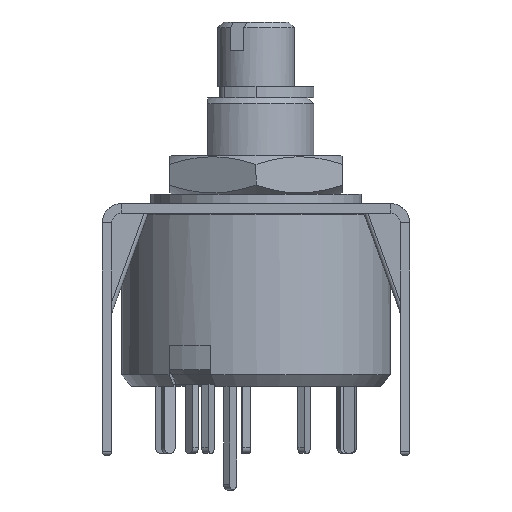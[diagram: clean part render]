
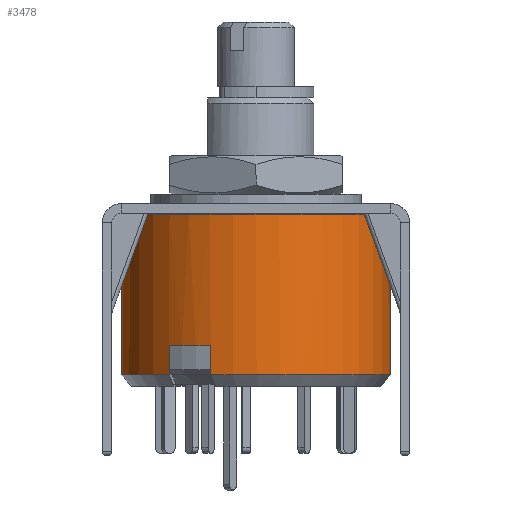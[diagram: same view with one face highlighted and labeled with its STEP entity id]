
A CAD part, front view. The second image highlights one B-rep face of the part: STEP entity #3478.
In plain terms, the highlighted cylindrical face has radius 7 mm (diameter 14 mm), a partial arc.
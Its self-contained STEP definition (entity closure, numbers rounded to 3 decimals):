
#527 = VERTEX_POINT ( 'NONE', #1094 ) ;
#924 = LINE ( 'NONE', #15313, #7597 ) ;
#997 = DIRECTION ( 'NONE',  ( 0., 0., -1. ) ) ;
#1094 = CARTESIAN_POINT ( 'NONE',  ( -2.361, -6.59, -5.9 ) ) ;
#1956 = ORIENTED_EDGE ( 'NONE', *, *, #13742, .T. ) ;
#1961 = DIRECTION ( 'NONE',  ( 0., 0., 1. ) ) ;
#2255 = FACE_OUTER_BOUND ( 'NONE', #9072, .T. ) ;
#2772 = DIRECTION ( 'NONE',  ( -1., 0., 0. ) ) ;
#3344 = EDGE_CURVE ( 'NONE', #13399, #5338, #3437, .T. ) ;
#3437 = CIRCLE ( 'NONE', #9407, 7. ) ;
#3478 = ADVANCED_FACE ( 'NONE', ( #2255 ), #13894, .T. ) ;
#3631 = AXIS2_PLACEMENT_3D ( 'NONE', #14158, #15391, #15438 ) ;
#3774 = DIRECTION ( 'NONE',  ( 1., 0., 0. ) ) ;
#3947 = CARTESIAN_POINT ( 'NONE',  ( 0., 0., -7.4 ) ) ;
#3963 = ORIENTED_EDGE ( 'NONE', *, *, #10912, .F. ) ;
#4050 = ORIENTED_EDGE ( 'NONE', *, *, #15891, .F. ) ;
#4138 = CARTESIAN_POINT ( 'NONE',  ( 0., 0., 9. ) ) ;
#4172 = ORIENTED_EDGE ( 'NONE', *, *, #3344, .F. ) ;
#4483 = VERTEX_POINT ( 'NONE', #9728 ) ;
#5338 = VERTEX_POINT ( 'NONE', #12233 ) ;
#6423 = VECTOR ( 'NONE', #997, 1000. ) ;
#6468 = VERTEX_POINT ( 'NONE', #11198 ) ;
#6510 = DIRECTION ( 'NONE',  ( 0., 0., -1. ) ) ;
#6838 = AXIS2_PLACEMENT_3D ( 'NONE', #8508, #13609, #10997 ) ;
#6929 = CIRCLE ( 'NONE', #6838, 7. ) ;
#7079 = EDGE_CURVE ( 'NONE', #4483, #14399, #11347, .T. ) ;
#7380 = ORIENTED_EDGE ( 'NONE', *, *, #8276, .T. ) ;
#7459 = CARTESIAN_POINT ( 'NONE',  ( -4.526, -5.34, -7.4 ) ) ;
#7597 = VECTOR ( 'NONE', #11779, 1000. ) ;
#7706 = AXIS2_PLACEMENT_3D ( 'NONE', #13486, #1961, #15879 ) ;
#7832 = ORIENTED_EDGE ( 'NONE', *, *, #7079, .T. ) ;
#7950 = LINE ( 'NONE', #12927, #9698 ) ;
#8038 = CARTESIAN_POINT ( 'NONE',  ( 7., 0., 0.95 ) ) ;
#8276 = EDGE_CURVE ( 'NONE', #527, #5338, #13273, .T. ) ;
#8508 = CARTESIAN_POINT ( 'NONE',  ( 0., 0., -7.4 ) ) ;
#8819 = EDGE_CURVE ( 'NONE', #16124, #6468, #7950, .T. ) ;
#8907 = DIRECTION ( 'NONE',  ( 0., 0., 1. ) ) ;
#8968 = VECTOR ( 'NONE', #13351, 1000. ) ;
#9019 = ORIENTED_EDGE ( 'NONE', *, *, #8819, .T. ) ;
#9072 = EDGE_LOOP ( 'NONE', ( #3963, #1956, #7832, #4050, #9019, #12827, #7380, #4172 ) ) ;
#9407 = AXIS2_PLACEMENT_3D ( 'NONE', #3947, #14003, #3774 ) ;
#9698 = VECTOR ( 'NONE', #8907, 1000. ) ;
#9728 = CARTESIAN_POINT ( 'NONE',  ( -7., 0., 0.95 ) ) ;
#10258 = AXIS2_PLACEMENT_3D ( 'NONE', #4138, #6510, #2772 ) ;
#10912 = EDGE_CURVE ( 'NONE', #10974, #13399, #924, .T. ) ;
#10974 = VERTEX_POINT ( 'NONE', #8038 ) ;
#10997 = DIRECTION ( 'NONE',  ( 1., 0., 0. ) ) ;
#11198 = CARTESIAN_POINT ( 'NONE',  ( -4.526, -5.34, -5.9 ) ) ;
#11347 = LINE ( 'NONE', #14849, #6423 ) ;
#11763 = CIRCLE ( 'NONE', #7706, 7. ) ;
#11775 = EDGE_CURVE ( 'NONE', #6468, #527, #11763, .T. ) ;
#11779 = DIRECTION ( 'NONE',  ( 0., 0., -1. ) ) ;
#12233 = CARTESIAN_POINT ( 'NONE',  ( -2.361, -6.59, -7.4 ) ) ;
#12827 = ORIENTED_EDGE ( 'NONE', *, *, #11775, .T. ) ;
#12927 = CARTESIAN_POINT ( 'NONE',  ( -4.526, -5.34, 9. ) ) ;
#13251 = CIRCLE ( 'NONE', #3631, 7. ) ;
#13273 = LINE ( 'NONE', #13389, #8968 ) ;
#13351 = DIRECTION ( 'NONE',  ( 0., 0., -1. ) ) ;
#13389 = CARTESIAN_POINT ( 'NONE',  ( -2.361, -6.59, 9. ) ) ;
#13399 = VERTEX_POINT ( 'NONE', #15517 ) ;
#13486 = CARTESIAN_POINT ( 'NONE',  ( 0., 0., -5.9 ) ) ;
#13609 = DIRECTION ( 'NONE',  ( 0., 0., -1. ) ) ;
#13742 = EDGE_CURVE ( 'NONE', #10974, #4483, #13251, .T. ) ;
#13894 = CYLINDRICAL_SURFACE ( 'NONE', #10258, 7. ) ;
#14003 = DIRECTION ( 'NONE',  ( 0., 0., -1. ) ) ;
#14142 = CARTESIAN_POINT ( 'NONE',  ( -7., 0., -7.4 ) ) ;
#14158 = CARTESIAN_POINT ( 'NONE',  ( 0., 0., 0.95 ) ) ;
#14399 = VERTEX_POINT ( 'NONE', #14142 ) ;
#14849 = CARTESIAN_POINT ( 'NONE',  ( -7., 0., 9. ) ) ;
#15313 = CARTESIAN_POINT ( 'NONE',  ( 7., 0., 9. ) ) ;
#15391 = DIRECTION ( 'NONE',  ( 0., 0., -1. ) ) ;
#15438 = DIRECTION ( 'NONE',  ( -1., 0., 0. ) ) ;
#15517 = CARTESIAN_POINT ( 'NONE',  ( 7., 0., -7.4 ) ) ;
#15879 = DIRECTION ( 'NONE',  ( -1., 0., 0. ) ) ;
#15891 = EDGE_CURVE ( 'NONE', #16124, #14399, #6929, .T. ) ;
#16124 = VERTEX_POINT ( 'NONE', #7459 ) ;
